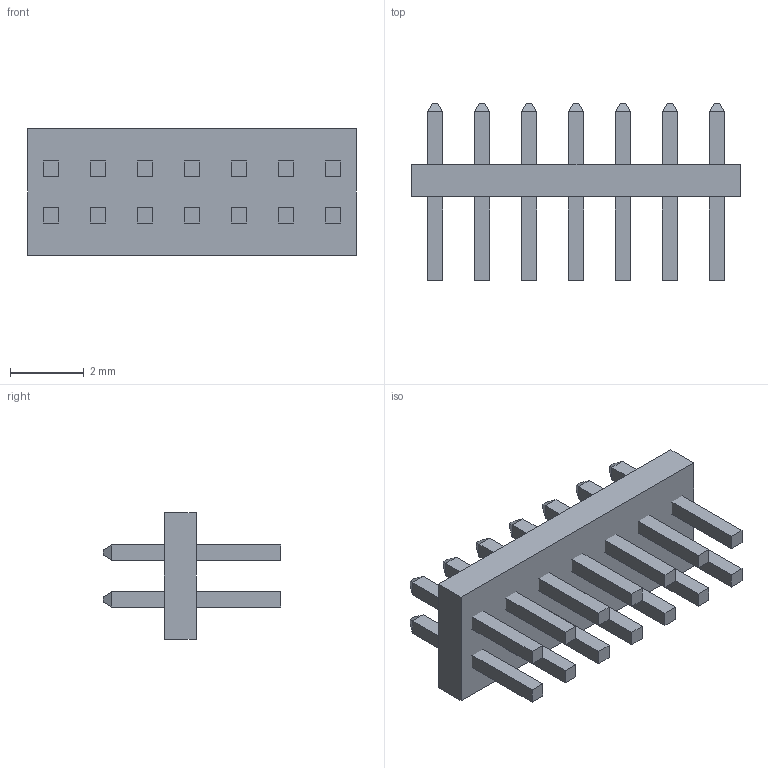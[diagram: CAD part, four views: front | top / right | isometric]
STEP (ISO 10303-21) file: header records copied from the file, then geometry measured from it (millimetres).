
FILE_DESCRIPTION(/* description */ ('STEP AP214'),/* implementation_level */ '2;1');
FILE_NAME(/* name */ 'FTS-107-03-L-D',/* time_stamp */ '2023-08-02T19:08:27+02:00',/* author */ ('License CC BY-ND 4.0'),/* organization */ ('CADENAS'),/* preprocessor_version */ 'ST-DEVELOPER v19.3',/* originating_system */ 'PARTsolutions',/* authorisation */ ' ');
FILE_SCHEMA (('AUTOMOTIVE_DESIGN {1 0 10303 214 3 1 1}'));
Length unit declared in the file: inch
Products named in the file (4): FTS-107-03-L-D; FTS-107-03-L-D_pins2; FTS-107-03-L-D_pins1; FTS-107-03-L-D_body
Assembly tree (3 placements, depth 2):
  FTS-107-03-L-D
    FTS-107-03-L-D_pins2
    FTS-107-03-L-D_pins1
    FTS-107-03-L-D_body
Bounding box: 8.89 x 4.8 x 3.43 mm (x, y, z)
Volume: 41.9 mm3; surface area: 244.8 mm2
Topology: 3 solids, 3 shells, 178 faces, 460 edges, 288 vertices
Faces by surface type: plane 178
Entity records: 5341 total; most frequent: CARTESIAN_POINT 930, ORIENTED_EDGE 920, DIRECTION 824, EDGE_CURVE 460, LINE 460, VECTOR 460, VERTEX_POINT 288, AXIS2_PLACEMENT_3D 182
